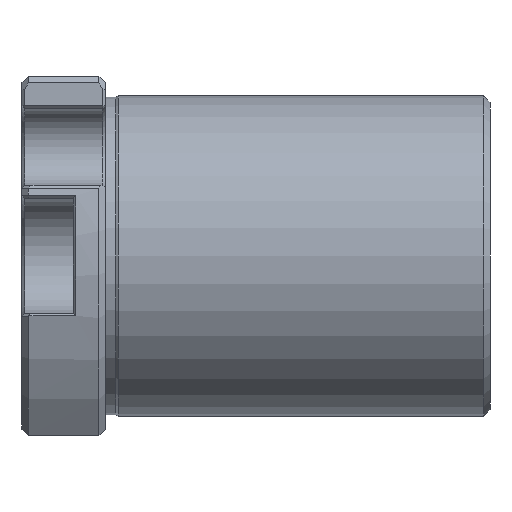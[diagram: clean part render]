
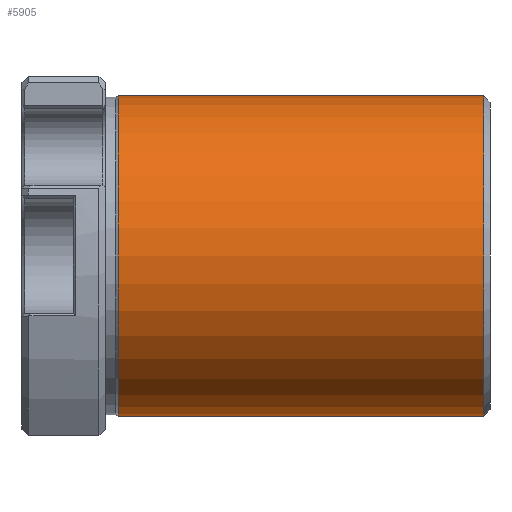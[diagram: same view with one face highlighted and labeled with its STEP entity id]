
A CAD part, front view. The second image highlights one B-rep face of the part: STEP entity #5905.
In plain terms, the highlighted cylindrical face has radius 12.5 mm (diameter 25 mm), a partial arc.
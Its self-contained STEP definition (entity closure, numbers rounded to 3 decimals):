
#120 = ORIENTED_EDGE ( 'NONE', *, *, #7274, .F. ) ;
#342 = DIRECTION ( 'NONE',  ( 0., 0., 1. ) ) ;
#651 = CARTESIAN_POINT ( 'NONE',  ( 0., 0., 12.5 ) ) ;
#724 = CARTESIAN_POINT ( 'NONE',  ( 7.5, 0., -12.5 ) ) ;
#1299 = AXIS2_PLACEMENT_3D ( 'NONE', #3801, #7237, #5125 ) ;
#1812 = EDGE_LOOP ( 'NONE', ( #2349, #5548, #4272, #120 ) ) ;
#1941 = LINE ( 'NONE', #651, #7183 ) ;
#2349 = ORIENTED_EDGE ( 'NONE', *, *, #3239, .F. ) ;
#2525 = DIRECTION ( 'NONE',  ( -1., 0., 0. ) ) ;
#2658 = DIRECTION ( 'NONE',  ( 0., 0., 1. ) ) ;
#3239 = EDGE_CURVE ( 'NONE', #5038, #8241, #5385, .T. ) ;
#3801 = CARTESIAN_POINT ( 'NONE',  ( 7.5, 0., 0. ) ) ;
#3851 = CARTESIAN_POINT ( 'NONE',  ( 36., 0., 12.5 ) ) ;
#4035 = FACE_OUTER_BOUND ( 'NONE', #1812, .T. ) ;
#4272 = ORIENTED_EDGE ( 'NONE', *, *, #5822, .T. ) ;
#5038 = VERTEX_POINT ( 'NONE', #7367 ) ;
#5125 = DIRECTION ( 'NONE',  ( 0., 0., 1. ) ) ;
#5324 = DIRECTION ( 'NONE',  ( 1., 0., 0. ) ) ;
#5385 = LINE ( 'NONE', #8662, #6485 ) ;
#5548 = ORIENTED_EDGE ( 'NONE', *, *, #6571, .T. ) ;
#5642 = VERTEX_POINT ( 'NONE', #8786 ) ;
#5822 = EDGE_CURVE ( 'NONE', #6856, #5642, #1941, .T. ) ;
#5847 = CIRCLE ( 'NONE', #1299, 12.5 ) ;
#5905 = ADVANCED_FACE ( 'NONE', ( #4035 ), #7347, .T. ) ;
#6485 = VECTOR ( 'NONE', #7413, 1000. ) ;
#6571 = EDGE_CURVE ( 'NONE', #5038, #6856, #6748, .T. ) ;
#6637 = CARTESIAN_POINT ( 'NONE',  ( 0., 0., 0. ) ) ;
#6748 = CIRCLE ( 'NONE', #8449, 12.5 ) ;
#6756 = AXIS2_PLACEMENT_3D ( 'NONE', #6637, #5324, #2658 ) ;
#6856 = VERTEX_POINT ( 'NONE', #3851 ) ;
#7183 = VECTOR ( 'NONE', #2525, 1000. ) ;
#7237 = DIRECTION ( 'NONE',  ( -1., 0., 0. ) ) ;
#7274 = EDGE_CURVE ( 'NONE', #8241, #5642, #5847, .T. ) ;
#7347 = CYLINDRICAL_SURFACE ( 'NONE', #6756, 12.5 ) ;
#7367 = CARTESIAN_POINT ( 'NONE',  ( 36., 0., -12.5 ) ) ;
#7413 = DIRECTION ( 'NONE',  ( -1., 0., 0. ) ) ;
#8241 = VERTEX_POINT ( 'NONE', #724 ) ;
#8325 = DIRECTION ( 'NONE',  ( -1., 0., 0. ) ) ;
#8449 = AXIS2_PLACEMENT_3D ( 'NONE', #8464, #8325, #342 ) ;
#8464 = CARTESIAN_POINT ( 'NONE',  ( 36., 0., 0. ) ) ;
#8662 = CARTESIAN_POINT ( 'NONE',  ( 0., 0., -12.5 ) ) ;
#8786 = CARTESIAN_POINT ( 'NONE',  ( 7.5, 0., 12.5 ) ) ;
